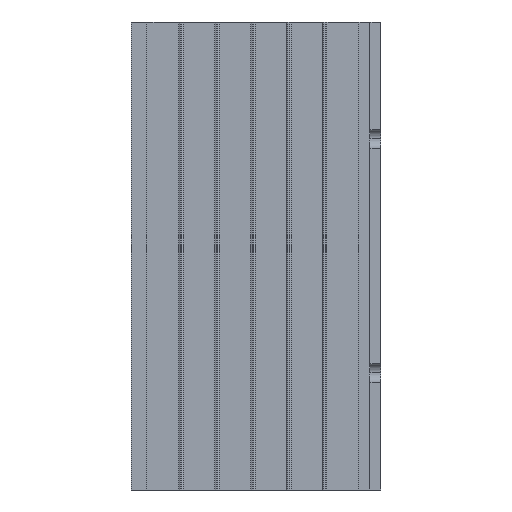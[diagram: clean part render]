
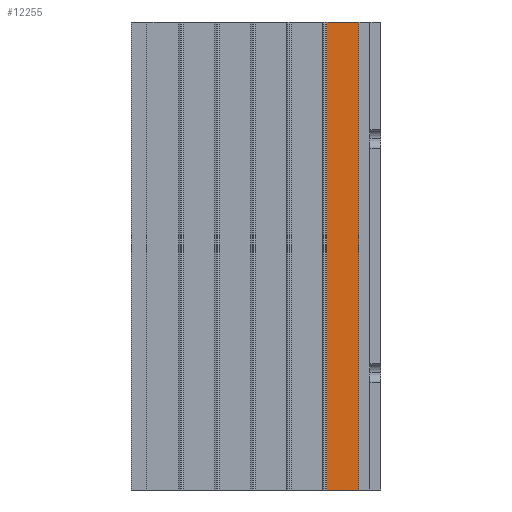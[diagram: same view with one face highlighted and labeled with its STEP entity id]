
A CAD part, left-side view. The second image highlights one B-rep face of the part: STEP entity #12255.
In plain terms, the highlighted planar face has unit normal (-1, 0, 0).
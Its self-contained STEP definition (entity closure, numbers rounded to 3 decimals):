
#1785 = CARTESIAN_POINT ( 'NONE',  ( -15., 3.5, -75. ) ) ;
#1815 = LINE ( 'NONE', #10634, #13549 ) ;
#1940 = CARTESIAN_POINT ( 'NONE',  ( -15., 17.25, -75. ) ) ;
#2043 = DIRECTION ( 'NONE',  ( 0., 0., 1. ) ) ;
#2920 = DIRECTION ( 'NONE',  ( 0., -1., 0. ) ) ;
#3513 = DIRECTION ( 'NONE',  ( -1., 0., 0. ) ) ;
#5155 = CARTESIAN_POINT ( 'NONE',  ( -15., 17.25, 75. ) ) ;
#5331 = VERTEX_POINT ( 'NONE', #11511 ) ;
#5397 = LINE ( 'NONE', #5155, #14981 ) ;
#5892 = ORIENTED_EDGE ( 'NONE', *, *, #20017, .T. ) ;
#7133 = DIRECTION ( 'NONE',  ( 0., 0., 1. ) ) ;
#8053 = LINE ( 'NONE', #19032, #11711 ) ;
#8910 = CARTESIAN_POINT ( 'NONE',  ( -15., 17.25, -75. ) ) ;
#10064 = ORIENTED_EDGE ( 'NONE', *, *, #12041, .F. ) ;
#10395 = VERTEX_POINT ( 'NONE', #24809 ) ;
#10634 = CARTESIAN_POINT ( 'NONE',  ( -15., 3.5, -75. ) ) ;
#11258 = DIRECTION ( 'NONE',  ( 0., -1., 0. ) ) ;
#11511 = CARTESIAN_POINT ( 'NONE',  ( -15., 3.5, 75. ) ) ;
#11711 = VECTOR ( 'NONE', #7133, 1000. ) ;
#12041 = EDGE_CURVE ( 'NONE', #15183, #10395, #8053, .T. ) ;
#12255 = ADVANCED_FACE ( 'NONE', ( #30159 ), #19750, .T. ) ;
#12912 = ORIENTED_EDGE ( 'NONE', *, *, #13690, .F. ) ;
#13549 = VECTOR ( 'NONE', #2043, 1000. ) ;
#13690 = EDGE_CURVE ( 'NONE', #10395, #5331, #5397, .T. ) ;
#14153 = VECTOR ( 'NONE', #11258, 1000. ) ;
#14899 = LINE ( 'NONE', #8910, #14153 ) ;
#14981 = VECTOR ( 'NONE', #2920, 1000. ) ;
#15183 = VERTEX_POINT ( 'NONE', #1940 ) ;
#19032 = CARTESIAN_POINT ( 'NONE',  ( -15., 17.25, -75. ) ) ;
#19750 = PLANE ( 'NONE',  #29146 ) ;
#20017 = EDGE_CURVE ( 'NONE', #27205, #5331, #1815, .T. ) ;
#22024 = EDGE_LOOP ( 'NONE', ( #5892, #12912, #10064, #26922 ) ) ;
#22263 = EDGE_CURVE ( 'NONE', #15183, #27205, #14899, .T. ) ;
#24468 = DIRECTION ( 'NONE',  ( 0., -1., 0. ) ) ;
#24575 = CARTESIAN_POINT ( 'NONE',  ( -15., 17.25, -75. ) ) ;
#24809 = CARTESIAN_POINT ( 'NONE',  ( -15., 17.25, 75. ) ) ;
#26922 = ORIENTED_EDGE ( 'NONE', *, *, #22263, .T. ) ;
#27205 = VERTEX_POINT ( 'NONE', #1785 ) ;
#29146 = AXIS2_PLACEMENT_3D ( 'NONE', #24575, #3513, #24468 ) ;
#30159 = FACE_OUTER_BOUND ( 'NONE', #22024, .T. ) ;
